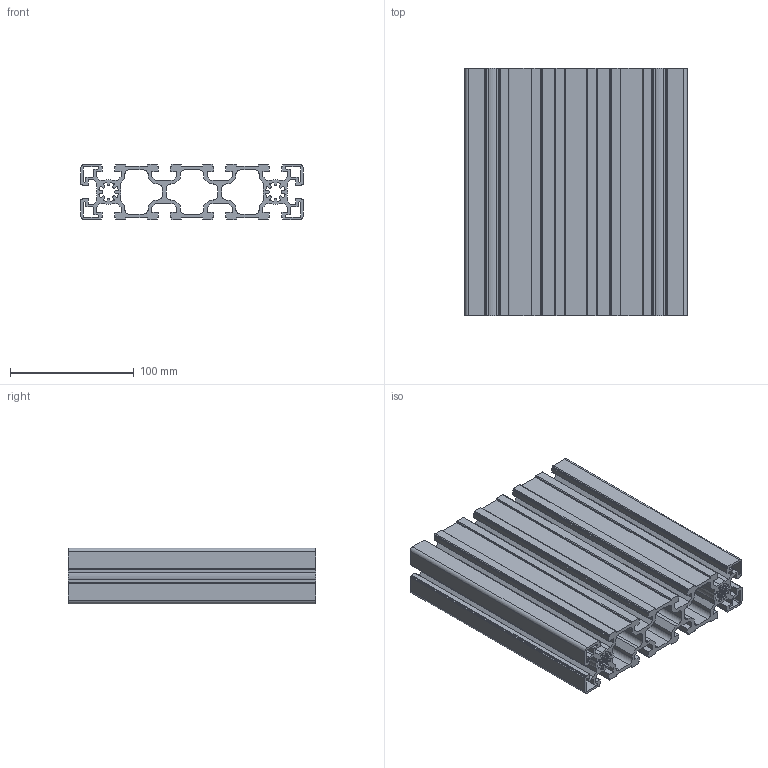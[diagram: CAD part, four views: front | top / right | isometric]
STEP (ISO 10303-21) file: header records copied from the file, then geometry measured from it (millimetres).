
FILE_DESCRIPTION(/* description */ ('Aluminiumprofil 45x180'),/* implementation_level */ '2;1');
FILE_NAME(/* name */ 'Syskomp 411990335 Aluminiumprofil 45x180.stp',/* time_stamp */ '2017-03-01T14:31:58+01:00',/* author */ ('wheldmann'),/* organization */ (''),/* preprocessor_version */ 'ST-DEVELOPER v16.1',/* originating_system */ 'Autodesk Inventor 2016',/* authorisation */ ' ');
FILE_SCHEMA (('AUTOMOTIVE_DESIGN { 1 0 10303 214 3 1 1 }'));
Length unit declared in the file: millimetre
Products named in the file (1): 411990335 Aluminiumprofil 45x180 - 200
Bounding box: 180 x 200 x 45 mm (x, y, z)
Volume: 515728.9 mm3; surface area: 326050.5 mm2
Topology: 1 solids, 1 shells, 501 faces, 1497 edges, 998 vertices
Faces by surface type: plane 278, cylinder 223
Entity records: 16997 total; most frequent: CARTESIAN_POINT 2997, ORIENTED_EDGE 2994, DIRECTION 2947, EDGE_CURVE 1497, LINE 1051, VECTOR 1051, VERTEX_POINT 998, AXIS2_PLACEMENT_3D 948
